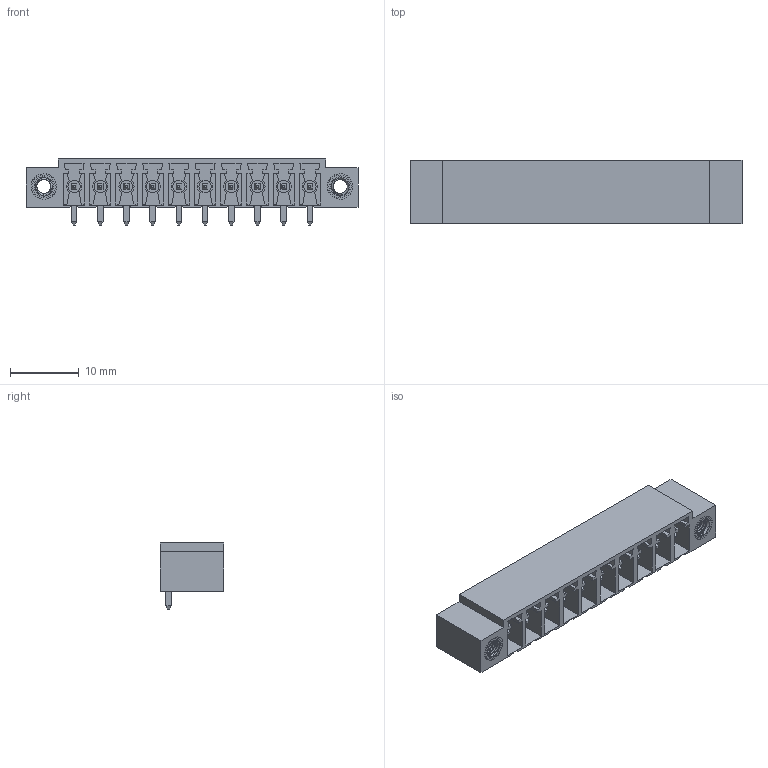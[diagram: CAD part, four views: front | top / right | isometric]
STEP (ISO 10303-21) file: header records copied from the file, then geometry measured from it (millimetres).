
FILE_DESCRIPTION(/* description */ ('Unknown'),/* implementation_level */ '2;1');
FILE_NAME(/* name */ '691701350010B',/* time_stamp */ '2023-12-14T17:37:29+01:00',/* author */ ('Unknown'),/* organization */ ('Unknown'),/* preprocessor_version */ 'ST-DEVELOPER v18.102',/* originating_system */ 'Solid Edge',/* authorisation */ 'Unknown');
FILE_SCHEMA (('AUTOMOTIVE_DESIGN {1 0 10303 214 3 1 1}'));
Length unit declared in the file: millimetre
Products named in the file (4): 6917013500xxB; 691701350010B; 6917013500xxB_Pin; 6917013500xxB_Flange
Assembly tree (13 placements, depth 2):
  6917013500xxB
    691701350010B
    6917013500xxB_Pin  x10
    6917013500xxB_Flange  x2
Bounding box: 48.29 x 9.21 x 9.61 mm (x, y, z)
Volume: 1666.9 mm3; surface area: 4356.2 mm2
Topology: 13 solids, 13 shells, 968 faces, 2736 edges, 1784 vertices
Faces by surface type: plane 822, cylinder 136, bspline 6, cone 4
Full cylindrical faces by diameter (mm): 1.25 x10, 1.8 x10, 2.8 x2
Entity records: 25385 total; most frequent: CARTESIAN_POINT 6445, ORIENTED_EDGE 4050, DIRECTION 3660, EDGE_CURVE 2025, LINE 1796, VECTOR 1796, VERTEX_POINT 1342, AXIS2_PLACEMENT_3D 932
